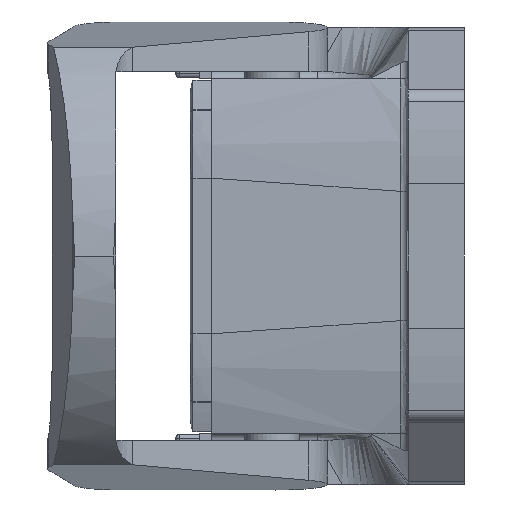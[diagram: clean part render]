
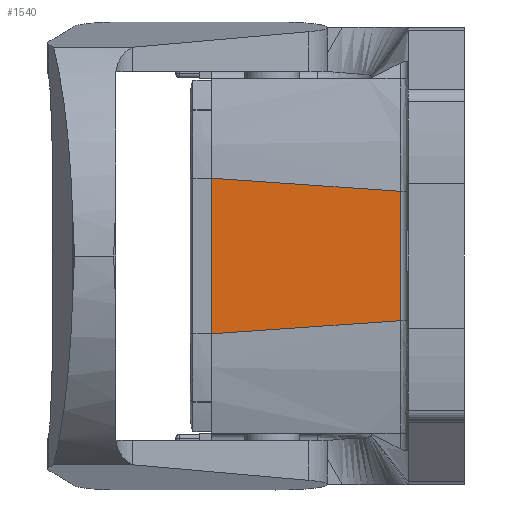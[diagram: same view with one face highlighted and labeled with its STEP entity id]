
A CAD part, left-side view. The second image highlights one B-rep face of the part: STEP entity #1540.
In plain terms, the highlighted planar face has unit normal (-1, 0, 0).
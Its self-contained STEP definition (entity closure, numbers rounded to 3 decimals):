
#1540=ADVANCED_FACE('',(#2430),#1903,.T.);
#1903=PLANE('',#11892);
#2430=FACE_OUTER_BOUND('',#3048,.T.);
#3048=EDGE_LOOP('',(#6126,#6127,#6128,#6129));
#6126=ORIENTED_EDGE('',*,*,#8635,.T.);
#6127=ORIENTED_EDGE('',*,*,#8634,.F.);
#6128=ORIENTED_EDGE('',*,*,#8605,.F.);
#6129=ORIENTED_EDGE('',*,*,#8607,.T.);
#7138=VERTEX_POINT('',#20139);
#7139=VERTEX_POINT('',#20141);
#7140=VERTEX_POINT('',#20149);
#7153=VERTEX_POINT('',#20248);
#8605=EDGE_CURVE('',#7138,#7139,#9702,.T.);
#8607=EDGE_CURVE('',#7138,#7140,#9703,.T.);
#8634=EDGE_CURVE('',#7139,#7153,#9719,.T.);
#8635=EDGE_CURVE('',#7140,#7153,#9720,.T.);
#9702=LINE('',#20140,#10782);
#9703=LINE('',#20148,#10783);
#9719=LINE('',#20262,#10799);
#9720=LINE('',#20275,#10800);
#10782=VECTOR('',#14367,1.);
#10783=VECTOR('',#14370,1.);
#10799=VECTOR('',#14414,1.);
#10800=VECTOR('',#14415,1.);
#11892=AXIS2_PLACEMENT_3D('',#20276,#14416,#14417);
#14367=DIRECTION('',(0.,0.,1.));
#14370=DIRECTION('',(0.,-0.998,0.069));
#14414=DIRECTION('',(0.,-0.998,-0.069));
#14415=DIRECTION('',(0.,0.,1.));
#14416=DIRECTION('',(-1.,0.,0.));
#14417=DIRECTION('',(0.,0.,1.));
#20139=CARTESIAN_POINT('',(-30.5,9.7,-9.7));
#20140=CARTESIAN_POINT('',(-30.5,9.7,-9.7));
#20141=CARTESIAN_POINT('',(-30.5,9.7,9.7));
#20148=CARTESIAN_POINT('',(-30.5,9.7,-9.7));
#20149=CARTESIAN_POINT('',(-30.5,-13.8,-8.069));
#20248=CARTESIAN_POINT('',(-30.5,-13.8,8.069));
#20262=CARTESIAN_POINT('',(-30.5,9.7,9.7));
#20275=CARTESIAN_POINT('',(-30.5,-13.8,-8.069));
#20276=CARTESIAN_POINT('',(-30.5,-14.93,-9.83));
